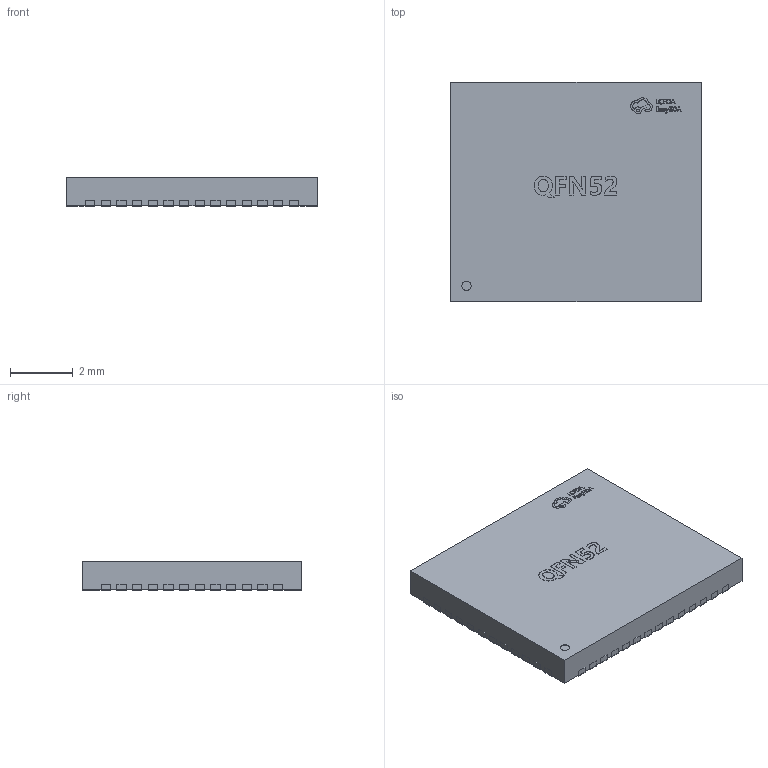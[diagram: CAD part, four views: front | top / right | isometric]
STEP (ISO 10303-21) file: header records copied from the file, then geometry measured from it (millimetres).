
FILE_DESCRIPTION (( 'STEP AP214' ), '1' );
FILE_NAME ('QFN-52_L8.0-W7.0-H0.8-P0.50.step', '2022-07-15T03:34:44', ( '' ), ( '' ), 'SwSTEP 2.0', 'SolidWorks 2020', '' );
FILE_SCHEMA (( 'AUTOMOTIVE_DESIGN' ));
Length unit declared in the file: millimetre
Products named in the file (1): QFN-52_L8.0-W7.0-H0.8-P0.50
Bounding box: 8.02 x 7.02 x 0.92 mm (x, y, z)
Volume: 52 mm3; surface area: 172.2 mm2
Topology: 66 solids, 66 shells, 683 faces, 1611 edges, 1074 vertices
Faces by surface type: plane 487, bspline 142, cylinder 54
Entity records: 30197 total; most frequent: CARTESIAN_POINT 7119, ORIENTED_EDGE 3222, DIRECTION 2515, EDGE_CURVE 1611, VECTOR 1215, LINE 1215, VERTEX_POINT 1074, UNCERTAINTY_MEASURE_WITH_UNIT 751
